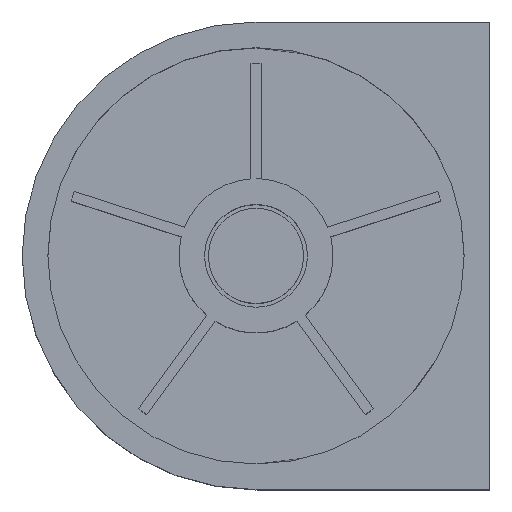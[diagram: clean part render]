
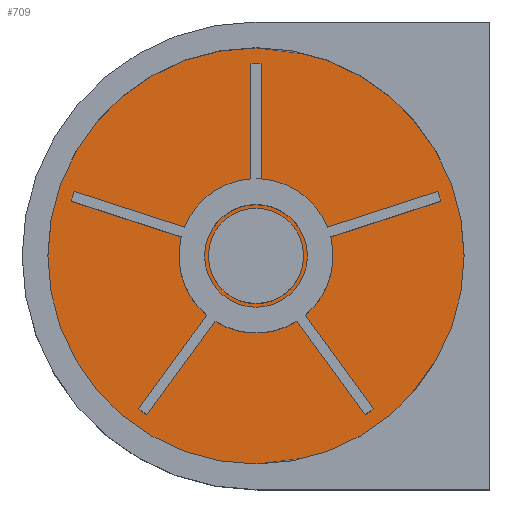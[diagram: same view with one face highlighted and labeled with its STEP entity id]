
A CAD part, top view. The second image highlights one B-rep face of the part: STEP entity #709.
In plain terms, the highlighted planar face has unit normal (0, 0, 1).
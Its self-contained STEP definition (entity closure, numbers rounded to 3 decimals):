
#42=FACE_BOUND('',#123,.T.);
#77=FACE_OUTER_BOUND('',#122,.T.);
#122=EDGE_LOOP('',(#622));
#123=EDGE_LOOP('',(#623));
#290=CIRCLE('',#794,16.2);
#291=CIRCLE('',#795,3.7);
#352=VERTEX_POINT('',#1196);
#353=VERTEX_POINT('',#1198);
#445=EDGE_CURVE('',#352,#352,#290,.T.);
#446=EDGE_CURVE('',#353,#353,#291,.T.);
#622=ORIENTED_EDGE('',*,*,#445,.F.);
#623=ORIENTED_EDGE('',*,*,#446,.F.);
#674=PLANE('',#793);
#709=ADVANCED_FACE('',(#77,#42),#674,.T.);
#793=AXIS2_PLACEMENT_3D('',#1195,#986,#987);
#794=AXIS2_PLACEMENT_3D('',#1197,#988,#989);
#795=AXIS2_PLACEMENT_3D('',#1199,#990,#991);
#986=DIRECTION('center_axis',(0.,0.,1.));
#987=DIRECTION('ref_axis',(1.,0.,0.));
#988=DIRECTION('center_axis',(0.,0.,-1.));
#989=DIRECTION('ref_axis',(1.,0.,0.));
#990=DIRECTION('center_axis',(0.,0.,1.));
#991=DIRECTION('ref_axis',(1.,0.,0.));
#1195=CARTESIAN_POINT('Origin',(0.,0.,19.));
#1196=CARTESIAN_POINT('',(-16.2,0.,19.));
#1197=CARTESIAN_POINT('Origin',(0.,0.,19.));
#1198=CARTESIAN_POINT('',(-3.7,0.,19.));
#1199=CARTESIAN_POINT('Origin',(0.,0.,19.));
